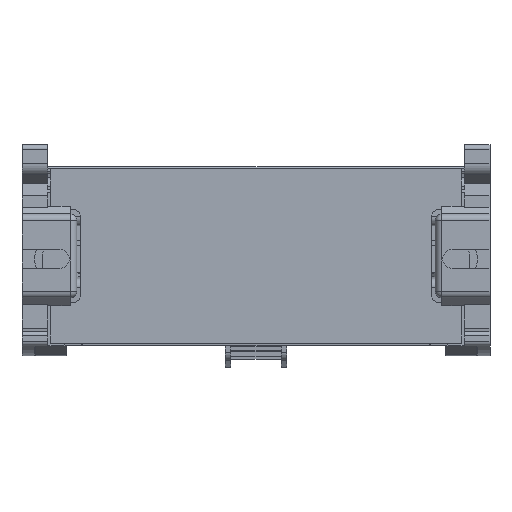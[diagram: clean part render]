
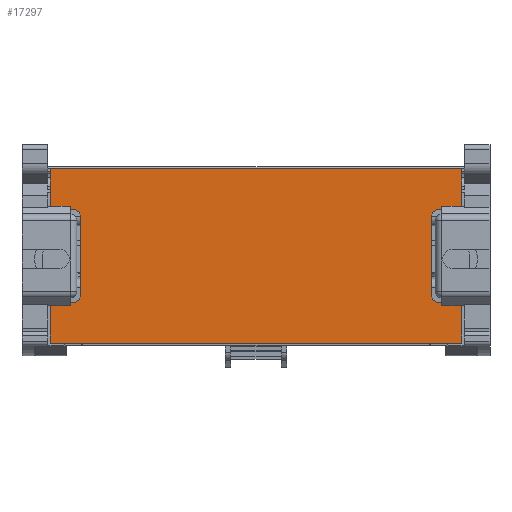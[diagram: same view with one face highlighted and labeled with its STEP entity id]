
A CAD part, front view. The second image highlights one B-rep face of the part: STEP entity #17297.
In plain terms, the highlighted face is planar.
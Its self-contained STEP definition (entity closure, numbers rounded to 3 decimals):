
#3 = VERTEX_POINT ( 'NONE', #22234 ) ;
#222 = CARTESIAN_POINT ( 'NONE',  ( 46.05, 19.5, 0. ) ) ;
#308 = DIRECTION ( 'NONE',  ( 1., 0., 0. ) ) ;
#669 = ORIENTED_EDGE ( 'NONE', *, *, #23173, .F. ) ;
#905 = EDGE_CURVE ( 'NONE', #16253, #24662, #20712, .T. ) ;
#1078 = CARTESIAN_POINT ( 'NONE',  ( 40.8, 10.4, 0. ) ) ;
#1323 = CARTESIAN_POINT ( 'NONE',  ( 46.05, 10.4, 0. ) ) ;
#1385 = AXIS2_PLACEMENT_3D ( 'NONE', #23636, #4311, #17630 ) ;
#1420 = CARTESIAN_POINT ( 'NONE',  ( -40.8, 8.9, 0. ) ) ;
#1583 = DIRECTION ( 'NONE',  ( -1., 0., 0. ) ) ;
#1780 = DIRECTION ( 'NONE',  ( 0., 0., 1. ) ) ;
#1855 = ORIENTED_EDGE ( 'NONE', *, *, #12683, .F. ) ;
#2100 = VERTEX_POINT ( 'NONE', #1078 ) ;
#2222 = CARTESIAN_POINT ( 'NONE',  ( 39.3, -8.9, 0. ) ) ;
#2279 = ORIENTED_EDGE ( 'NONE', *, *, #28846, .F. ) ;
#2452 = CARTESIAN_POINT ( 'NONE',  ( -40.8, 8.9, 0. ) ) ;
#3102 = CARTESIAN_POINT ( 'NONE',  ( -40.8, 10.4, 0. ) ) ;
#3491 = CARTESIAN_POINT ( 'NONE',  ( 39.3, 8.9, 0. ) ) ;
#3608 = CARTESIAN_POINT ( 'NONE',  ( -46.05, 19.5, 0. ) ) ;
#3979 = DIRECTION ( 'NONE',  ( 1., 0., 0. ) ) ;
#4271 = CARTESIAN_POINT ( 'NONE',  ( -46.05, 19.5, 0. ) ) ;
#4311 = DIRECTION ( 'NONE',  ( 0., 0., -1. ) ) ;
#4340 = VERTEX_POINT ( 'NONE', #25321 ) ;
#4543 = VECTOR ( 'NONE', #6704, 1000. ) ;
#4883 = VERTEX_POINT ( 'NONE', #28827 ) ;
#5118 = VERTEX_POINT ( 'NONE', #29520 ) ;
#5284 = VERTEX_POINT ( 'NONE', #15640 ) ;
#5372 = DIRECTION ( 'NONE',  ( 0., -1., 0. ) ) ;
#5779 = DIRECTION ( 'NONE',  ( 0., 1., 0. ) ) ;
#6320 = ORIENTED_EDGE ( 'NONE', *, *, #21955, .F. ) ;
#6488 = DIRECTION ( 'NONE',  ( 1., 0., 0. ) ) ;
#6704 = DIRECTION ( 'NONE',  ( 0., -1., 0. ) ) ;
#7006 = EDGE_LOOP ( 'NONE', ( #6320, #27073, #28097, #30592, #22808, #669, #21163, #24500, #2279, #18215, #9540, #30806, #26558, #1855, #33279, #29194 ) ) ;
#7042 = VECTOR ( 'NONE', #30172, 1000. ) ;
#7923 = AXIS2_PLACEMENT_3D ( 'NONE', #9338, #12359, #6488 ) ;
#7993 = DIRECTION ( 'NONE',  ( -1., 0., 0. ) ) ;
#8218 = LINE ( 'NONE', #16393, #34738 ) ;
#8683 = DIRECTION ( 'NONE',  ( 0., 1., 0. ) ) ;
#9272 = LINE ( 'NONE', #3608, #21876 ) ;
#9338 = CARTESIAN_POINT ( 'NONE',  ( -40.8, -8.9, 0. ) ) ;
#9540 = ORIENTED_EDGE ( 'NONE', *, *, #27315, .F. ) ;
#9588 = AXIS2_PLACEMENT_3D ( 'NONE', #2452, #24059, #308 ) ;
#9724 = DIRECTION ( 'NONE',  ( 0., 0., -1. ) ) ;
#9864 = CIRCLE ( 'NONE', #1385, 1.5 ) ;
#10126 = LINE ( 'NONE', #4271, #26918 ) ;
#11088 = VECTOR ( 'NONE', #7993, 1000. ) ;
#12020 = EDGE_CURVE ( 'NONE', #4883, #31069, #19881, .T. ) ;
#12038 = CARTESIAN_POINT ( 'NONE',  ( 40.8, -8.9, 0. ) ) ;
#12359 = DIRECTION ( 'NONE',  ( 0., 0., -1. ) ) ;
#12419 = EDGE_CURVE ( 'NONE', #19969, #14698, #13280, .T. ) ;
#12592 = DIRECTION ( 'NONE',  ( 1., 0., 0. ) ) ;
#12683 = EDGE_CURVE ( 'NONE', #5118, #18522, #15227, .T. ) ;
#12698 = EDGE_CURVE ( 'NONE', #16284, #19609, #21529, .T. ) ;
#13278 = VERTEX_POINT ( 'NONE', #222 ) ;
#13280 = LINE ( 'NONE', #29776, #33111 ) ;
#14401 = EDGE_CURVE ( 'NONE', #18522, #16253, #14727, .T. ) ;
#14437 = LINE ( 'NONE', #1323, #28117 ) ;
#14698 = VERTEX_POINT ( 'NONE', #3102 ) ;
#14727 = CIRCLE ( 'NONE', #7923, 1.5 ) ;
#15001 = VECTOR ( 'NONE', #8683, 1000. ) ;
#15184 = CARTESIAN_POINT ( 'NONE',  ( -46.05, 19.5, 0. ) ) ;
#15227 = LINE ( 'NONE', #20181, #4543 ) ;
#15235 = CARTESIAN_POINT ( 'NONE',  ( -46.05, -10.4, 0. ) ) ;
#15241 = CIRCLE ( 'NONE', #9588, 1.5 ) ;
#15253 = PLANE ( 'NONE',  #22774 ) ;
#15640 = CARTESIAN_POINT ( 'NONE',  ( 46.05, -10.4, 0. ) ) ;
#16253 = VERTEX_POINT ( 'NONE', #34907 ) ;
#16284 = VERTEX_POINT ( 'NONE', #23743 ) ;
#16315 = CARTESIAN_POINT ( 'NONE',  ( 46.05, -10.4, 0. ) ) ;
#16393 = CARTESIAN_POINT ( 'NONE',  ( -46.05, -10.4, 0. ) ) ;
#16973 = LINE ( 'NONE', #3491, #20830 ) ;
#17084 = CARTESIAN_POINT ( 'NONE',  ( -39.3, -8.9, 0. ) ) ;
#17297 = ADVANCED_FACE ( 'NONE', ( #30855 ), #15253, .F. ) ;
#17630 = DIRECTION ( 'NONE',  ( -1., 0., 0. ) ) ;
#18215 = ORIENTED_EDGE ( 'NONE', *, *, #12020, .F. ) ;
#18369 = DIRECTION ( 'NONE',  ( 0., 1., 0. ) ) ;
#18522 = VERTEX_POINT ( 'NONE', #17084 ) ;
#18691 = AXIS2_PLACEMENT_3D ( 'NONE', #12038, #9724, #25675 ) ;
#18803 = CARTESIAN_POINT ( 'NONE',  ( 46.05, -10.4, 0. ) ) ;
#19609 = VERTEX_POINT ( 'NONE', #2222 ) ;
#19881 = LINE ( 'NONE', #32841, #7042 ) ;
#19969 = VERTEX_POINT ( 'NONE', #27684 ) ;
#20081 = DIRECTION ( 'NONE',  ( 0., -1., 0. ) ) ;
#20174 = EDGE_CURVE ( 'NONE', #4340, #13278, #28385, .T. ) ;
#20181 = CARTESIAN_POINT ( 'NONE',  ( -39.3, 8.9, 0. ) ) ;
#20712 = LINE ( 'NONE', #15235, #35033 ) ;
#20830 = VECTOR ( 'NONE', #5779, 1000. ) ;
#21163 = ORIENTED_EDGE ( 'NONE', *, *, #12698, .F. ) ;
#21529 = CIRCLE ( 'NONE', #18691, 1.5 ) ;
#21876 = VECTOR ( 'NONE', #20081, 1000. ) ;
#21955 = EDGE_CURVE ( 'NONE', #27217, #19969, #9272, .T. ) ;
#22234 = CARTESIAN_POINT ( 'NONE',  ( 39.3, 8.9, 0. ) ) ;
#22774 = AXIS2_PLACEMENT_3D ( 'NONE', #1420, #1780, #12592 ) ;
#22808 = ORIENTED_EDGE ( 'NONE', *, *, #28102, .F. ) ;
#23173 = EDGE_CURVE ( 'NONE', #19609, #3, #16973, .T. ) ;
#23636 = CARTESIAN_POINT ( 'NONE',  ( 40.8, 8.9, 0. ) ) ;
#23743 = CARTESIAN_POINT ( 'NONE',  ( 40.8, -10.4, 0. ) ) ;
#24059 = DIRECTION ( 'NONE',  ( 0., 0., -1. ) ) ;
#24500 = ORIENTED_EDGE ( 'NONE', *, *, #29748, .F. ) ;
#24662 = VERTEX_POINT ( 'NONE', #29216 ) ;
#24822 = EDGE_CURVE ( 'NONE', #14698, #5118, #15241, .T. ) ;
#25321 = CARTESIAN_POINT ( 'NONE',  ( 46.05, 10.4, 0. ) ) ;
#25675 = DIRECTION ( 'NONE',  ( -1., 0., 0. ) ) ;
#26361 = CARTESIAN_POINT ( 'NONE',  ( 46.05, 19.5, 0. ) ) ;
#26558 = ORIENTED_EDGE ( 'NONE', *, *, #14401, .F. ) ;
#26918 = VECTOR ( 'NONE', #34076, 1000. ) ;
#27073 = ORIENTED_EDGE ( 'NONE', *, *, #29616, .F. ) ;
#27095 = CARTESIAN_POINT ( 'NONE',  ( 46.05, -19.5, 0. ) ) ;
#27217 = VERTEX_POINT ( 'NONE', #15184 ) ;
#27315 = EDGE_CURVE ( 'NONE', #24662, #4883, #8218, .T. ) ;
#27479 = LINE ( 'NONE', #16315, #15001 ) ;
#27684 = CARTESIAN_POINT ( 'NONE',  ( -46.05, 10.4, 0. ) ) ;
#28097 = ORIENTED_EDGE ( 'NONE', *, *, #20174, .F. ) ;
#28102 = EDGE_CURVE ( 'NONE', #3, #2100, #9864, .T. ) ;
#28117 = VECTOR ( 'NONE', #3979, 1000. ) ;
#28385 = LINE ( 'NONE', #26361, #30372 ) ;
#28827 = CARTESIAN_POINT ( 'NONE',  ( -46.05, -19.5, 0. ) ) ;
#28846 = EDGE_CURVE ( 'NONE', #31069, #5284, #27479, .T. ) ;
#29194 = ORIENTED_EDGE ( 'NONE', *, *, #12419, .F. ) ;
#29216 = CARTESIAN_POINT ( 'NONE',  ( -46.05, -10.4, 0. ) ) ;
#29520 = CARTESIAN_POINT ( 'NONE',  ( -39.3, 8.9, 0. ) ) ;
#29616 = EDGE_CURVE ( 'NONE', #13278, #27217, #10126, .T. ) ;
#29748 = EDGE_CURVE ( 'NONE', #5284, #16284, #32106, .T. ) ;
#29776 = CARTESIAN_POINT ( 'NONE',  ( -46.05, 10.4, 0. ) ) ;
#30172 = DIRECTION ( 'NONE',  ( 1., 0., 0. ) ) ;
#30372 = VECTOR ( 'NONE', #18369, 1000. ) ;
#30592 = ORIENTED_EDGE ( 'NONE', *, *, #34783, .F. ) ;
#30806 = ORIENTED_EDGE ( 'NONE', *, *, #905, .F. ) ;
#30855 = FACE_OUTER_BOUND ( 'NONE', #7006, .T. ) ;
#31069 = VERTEX_POINT ( 'NONE', #27095 ) ;
#32106 = LINE ( 'NONE', #18803, #11088 ) ;
#32841 = CARTESIAN_POINT ( 'NONE',  ( -46.05, -19.5, 0. ) ) ;
#33111 = VECTOR ( 'NONE', #34586, 1000. ) ;
#33279 = ORIENTED_EDGE ( 'NONE', *, *, #24822, .F. ) ;
#34076 = DIRECTION ( 'NONE',  ( -1., 0., 0. ) ) ;
#34586 = DIRECTION ( 'NONE',  ( 1., 0., 0. ) ) ;
#34738 = VECTOR ( 'NONE', #5372, 1000. ) ;
#34783 = EDGE_CURVE ( 'NONE', #2100, #4340, #14437, .T. ) ;
#34907 = CARTESIAN_POINT ( 'NONE',  ( -40.8, -10.4, 0. ) ) ;
#35033 = VECTOR ( 'NONE', #1583, 1000. ) ;
